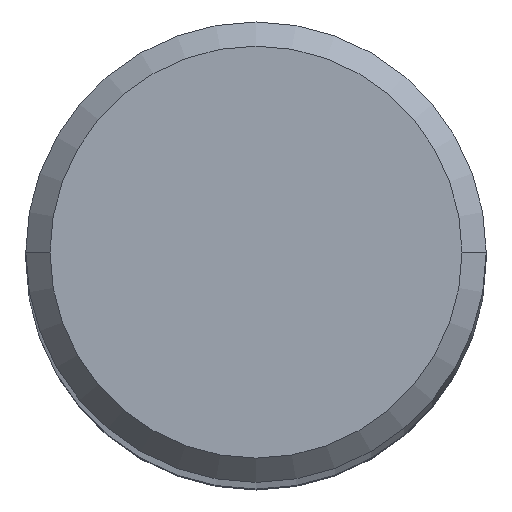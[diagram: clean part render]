
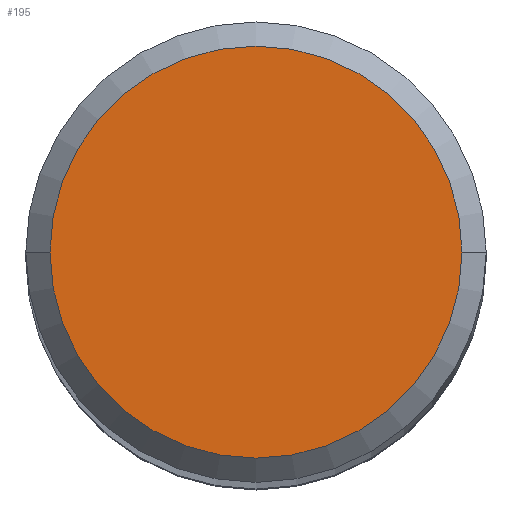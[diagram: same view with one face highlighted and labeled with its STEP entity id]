
A CAD part, top view. The second image highlights one B-rep face of the part: STEP entity #195.
In plain terms, the highlighted planar face has unit normal (0, 0, 1).
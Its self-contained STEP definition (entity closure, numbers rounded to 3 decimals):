
#141=FACE_OUTER_BOUND('',#259,.T.);
#195=ADVANCED_FACE('',(#141),#201,.F.);
#201=PLANE('',#1165);
#259=EDGE_LOOP('',(#496,#497));
#496=ORIENTED_EDGE('',*,*,#695,.T.);
#497=ORIENTED_EDGE('',*,*,#698,.T.);
#576=VERTEX_POINT('',#1847);
#577=VERTEX_POINT('',#1848);
#695=EDGE_CURVE('',#576,#577,#806,.T.);
#698=EDGE_CURVE('',#577,#576,#807,.T.);
#806=CIRCLE('',#1161,8.525);
#807=CIRCLE('',#1163,8.525);
#1161=AXIS2_PLACEMENT_3D('',#1846,#1522,#1523);
#1163=AXIS2_PLACEMENT_3D('',#1852,#1528,#1529);
#1165=AXIS2_PLACEMENT_3D('',#1854,#1532,#1533);
#1522=DIRECTION('',(0.,0.,1.));
#1523=DIRECTION('',(-1.,0.,0.));
#1528=DIRECTION('',(0.,0.,1.));
#1529=DIRECTION('',(1.,0.,0.));
#1532=DIRECTION('',(0.,0.,-1.));
#1533=DIRECTION('',(1.,0.,0.));
#1846=CARTESIAN_POINT('',(0.,0.,0.));
#1847=CARTESIAN_POINT('',(-8.525,0.,0.));
#1848=CARTESIAN_POINT('',(8.525,0.,0.));
#1852=CARTESIAN_POINT('',(0.,0.,0.));
#1854=CARTESIAN_POINT('',(0.,0.,0.));
